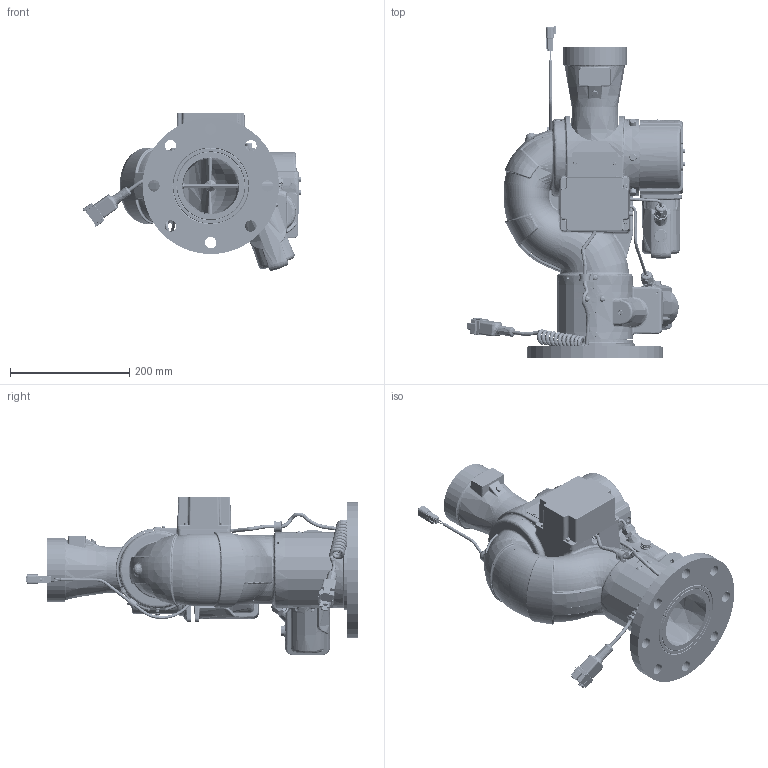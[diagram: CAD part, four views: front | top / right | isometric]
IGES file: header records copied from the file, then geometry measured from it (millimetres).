
Start section: SolidWorks IGES file using analytic representation for surfaces
Global section: file name: 7250X2 FO.IGS; native system: SolidWorks 2019; preprocessor: SolidWorks 2019; author: tmott; date: 210330.160035; units: inch
Bounding box: 366.31 x 556.75 x 265.8 mm (x, y, z)
Surface area: 1138904.2 mm2 (no closed solid volume)
Topology: 0 solids, 0 shells, 5606 faces, 67749 edges, 67600 vertices
Faces by surface type: bspline 3380, revolution 2226
